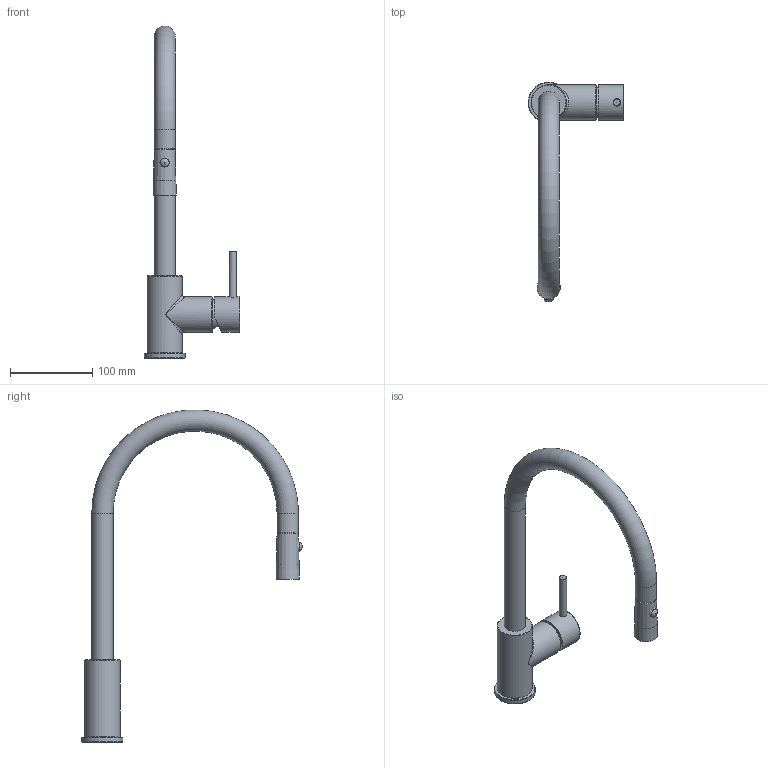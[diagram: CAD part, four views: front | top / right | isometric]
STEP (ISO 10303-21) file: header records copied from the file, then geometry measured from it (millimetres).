
FILE_DESCRIPTION(/* description */ ('Unknown'),/* implementation_level */ '2;1');
FILE_NAME(/* name */ 'FKM14',/* time_stamp */ '2017-05-22T16:26:29+02:00',/* author */ ('Unknown'),/* organization */ ('Unknown'),/* preprocessor_version */ 'ST-DEVELOPER v16.7',/* originating_system */ 'DEX',/* authorisation */ $);
FILE_SCHEMA (('AUTOMOTIVE_DESIGN {1 0 10303 214 3 1 1}'));
Length unit declared in the file: millimetre
Products named in the file (5): doccia estraibile; flangia'base; corpo; bocca; doccino
Assembly tree (3 placements, depth 2):
  doccia estraibile
    corpo
    bocca
    doccino
  flangia'base
Bounding box: 116.5 x 268.51 x 404.87 mm (x, y, z)
Volume: 324568.8 mm3; surface area: 128506.5 mm2
Topology: 4 solids, 4 shells, 73 faces, 155 edges, 100 vertices
Faces by surface type: plane 35, cylinder 17, torus 14, bspline 3, sphere 2, cone 2
Full cylindrical faces by diameter (mm): 2 x1, 9 x1, 22 x2, 26 x3, 26.3 x1, 33 x1, 35 x1, 36.7 x1, 37.5 x1, 42.9 x1, 43 x2, 45 x1, 50 x1
Entity records: 2544 total; most frequent: CARTESIAN_POINT 826, DIRECTION 268, ORIENTED_EDGE 208, FACE_BOUND 125, AXIS2_PLACEMENT_3D 125, EDGE_LOOP 124, EDGE_CURVE 104, VERTEX_POINT 87
